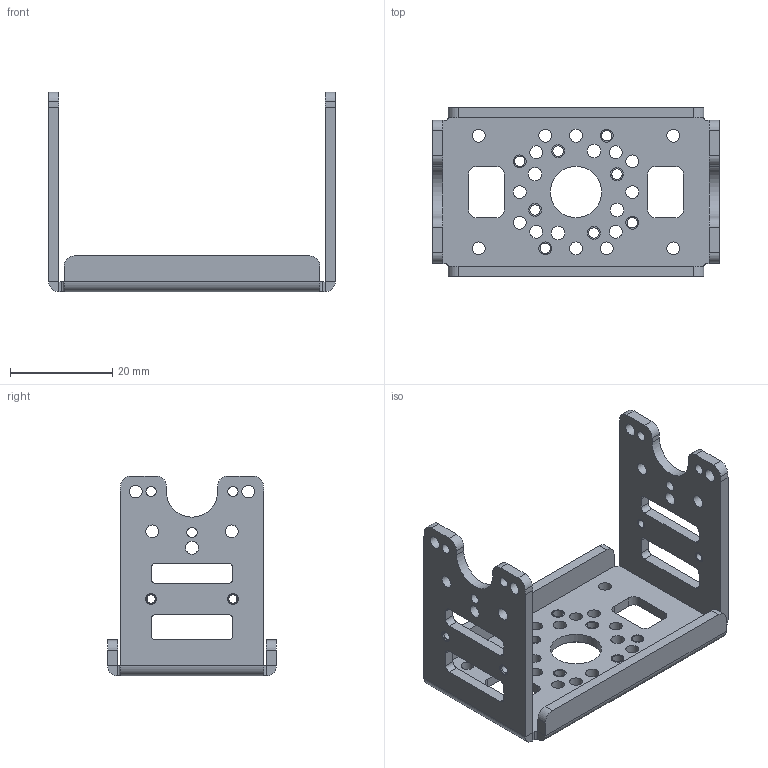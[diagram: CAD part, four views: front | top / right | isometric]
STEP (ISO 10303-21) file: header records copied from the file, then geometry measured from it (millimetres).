
FILE_DESCRIPTION(/* description */ (''),/* implementation_level */ '2;1');
FILE_NAME(/* name */ 'LINK1.stp',/* time_stamp */ '2025-10-15T20:47:06+09:00',/* author */ ('wlgns'),/* organization */ (''),/* preprocessor_version */ 'ST-DEVELOPER v20.1',/* originating_system */ 'Autodesk Inventor 2026',/* authorisation */ '');
FILE_SCHEMA (('AUTOMOTIVE_DESIGN { 1 0 10303 214 3 1 1 }'));
Length unit declared in the file: millimetre
Products named in the file (1): LINK1
Bounding box: 56 x 33 x 39 mm (x, y, z)
Volume: 6940.6 mm3; surface area: 9006 mm2
Topology: 1 solids, 13 shells, 192 faces, 517 edges, 331 vertices
Faces by surface type: cylinder 111, plane 68, cone 13
Full cylindrical faces by diameter (mm): 1.6 x4, 2 x10, 2.05 x8, 2.5 x34, 2.6 x4, 10 x1
Entity records: 6337 total; most frequent: DIRECTION 1142, CARTESIAN_POINT 1041, ORIENTED_EDGE 1010, EDGE_CURVE 517, AXIS2_PLACEMENT_3D 432, VERTEX_POINT 331, EDGE_LOOP 306, LINE 278
